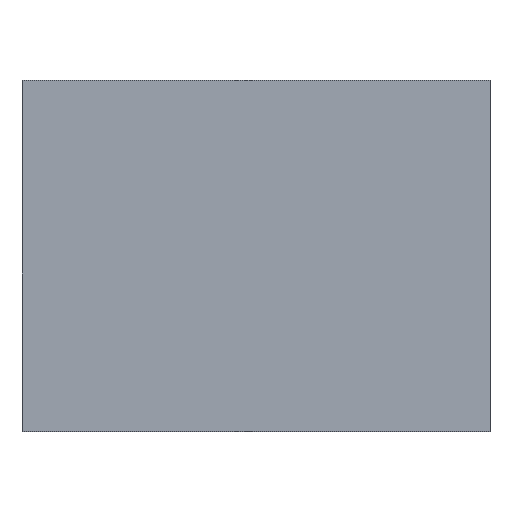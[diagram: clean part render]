
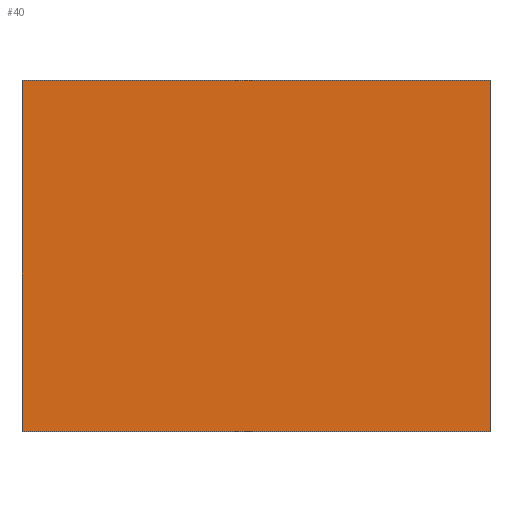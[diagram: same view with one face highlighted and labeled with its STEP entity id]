
A CAD part, top view. The second image highlights one B-rep face of the part: STEP entity #40.
In plain terms, the highlighted planar face has unit normal (0, 0, 1).
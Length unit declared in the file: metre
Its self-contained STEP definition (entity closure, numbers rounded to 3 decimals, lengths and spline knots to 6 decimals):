
#40 = ADVANCED_FACE( '', ( #74 ), #75, .T. );
#74 = FACE_OUTER_BOUND( '', #99, .T. );
#75 = PLANE( '', #100 );
#99 = EDGE_LOOP( '', ( #143, #144, #145, #146 ) );
#100 = AXIS2_PLACEMENT_3D( '', #147, #148, #149 );
#143 = ORIENTED_EDGE( '', *, *, #157, .F. );
#144 = ORIENTED_EDGE( '', *, *, #153, .F. );
#145 = ORIENTED_EDGE( '', *, *, #162, .T. );
#146 = ORIENTED_EDGE( '', *, *, #165, .T. );
#147 = CARTESIAN_POINT( '', ( 0., 0., 0.005 ) );
#148 = DIRECTION( '', ( 0., 0., 1. ) );
#149 = DIRECTION( '', ( 1., 0., 0. ) );
#153 = EDGE_CURVE( '', #172, #174, #175, .T. );
#157 = EDGE_CURVE( '', #174, #180, #181, .T. );
#162 = EDGE_CURVE( '', #172, #186, #188, .T. );
#165 = EDGE_CURVE( '', #186, #180, #191, .T. );
#172 = VERTEX_POINT( '', #199 );
#174 = VERTEX_POINT( '', #202 );
#175 = LINE( '', #203, #204 );
#180 = VERTEX_POINT( '', #211 );
#181 = LINE( '', #212, #213 );
#186 = VERTEX_POINT( '', #220 );
#188 = LINE( '', #223, #224 );
#191 = LINE( '', #228, #229 );
#199 = CARTESIAN_POINT( '', ( 0.04, 0.03, 0.005 ) );
#202 = CARTESIAN_POINT( '', ( 0.04, -0.03, 0.005 ) );
#203 = CARTESIAN_POINT( '', ( 0.04, -0.002096, 0.005 ) );
#204 = VECTOR( '', #234, 1. );
#211 = CARTESIAN_POINT( '', ( -0.04, -0.03, 0.005 ) );
#212 = CARTESIAN_POINT( '', ( 0., -0.03, 0.005 ) );
#213 = VECTOR( '', #237, 1. );
#220 = CARTESIAN_POINT( '', ( -0.04, 0.03, 0.005 ) );
#223 = CARTESIAN_POINT( '', ( 0.01, 0.03, 0.005 ) );
#224 = VECTOR( '', #241, 1. );
#228 = CARTESIAN_POINT( '', ( -0.04, -0.002096, 0.005 ) );
#229 = VECTOR( '', #243, 1. );
#234 = DIRECTION( '', ( 0., -1., 0. ) );
#237 = DIRECTION( '', ( -1., 0., 0. ) );
#241 = DIRECTION( '', ( -1., 0., 0. ) );
#243 = DIRECTION( '', ( 0., -1., 0. ) );
